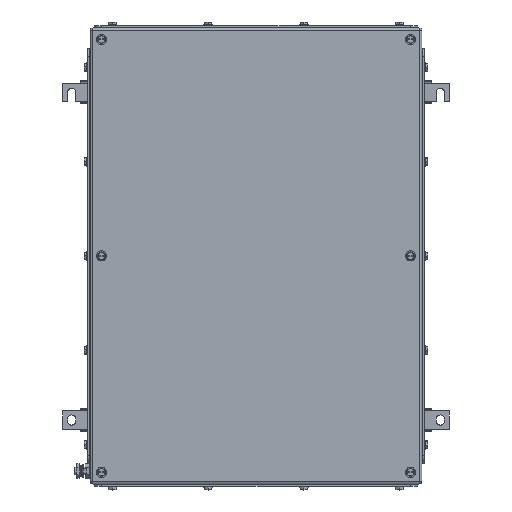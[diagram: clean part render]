
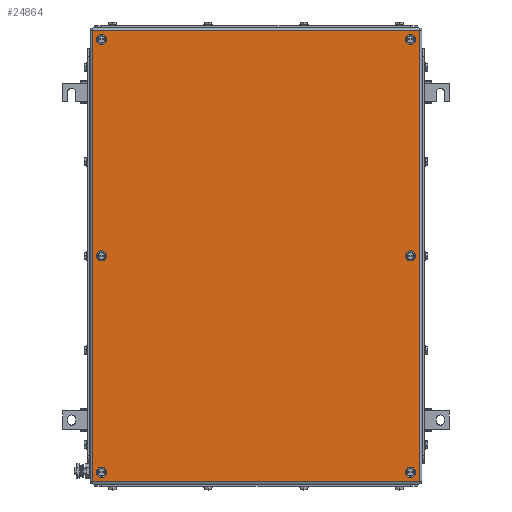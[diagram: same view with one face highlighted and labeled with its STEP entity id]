
A CAD part, top view. The second image highlights one B-rep face of the part: STEP entity #24864.
In plain terms, the highlighted planar face has unit normal (0, 0, 1).
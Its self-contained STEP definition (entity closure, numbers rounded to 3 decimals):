
#24702=AXIS2_PLACEMENT_3D('Circle Axis2P3D',#24700,#24701,$) ;
#24729=AXIS2_PLACEMENT_3D('Plane Axis2P3D',#24726,#24727,#24728) ;
#24767=AXIS2_PLACEMENT_3D('Circle Axis2P3D',#24765,#24766,$) ;
#24776=AXIS2_PLACEMENT_3D('Circle Axis2P3D',#24774,#24775,$) ;
#24785=AXIS2_PLACEMENT_3D('Circle Axis2P3D',#24783,#24784,$) ;
#24794=AXIS2_PLACEMENT_3D('Circle Axis2P3D',#24792,#24793,$) ;
#24803=AXIS2_PLACEMENT_3D('Circle Axis2P3D',#24801,#24802,$) ;
#24812=AXIS2_PLACEMENT_3D('Circle Axis2P3D',#24810,#24811,$) ;
#24821=AXIS2_PLACEMENT_3D('Circle Axis2P3D',#24819,#24820,$) ;
#24830=AXIS2_PLACEMENT_3D('Circle Axis2P3D',#24828,#24829,$) ;
#24839=AXIS2_PLACEMENT_3D('Circle Axis2P3D',#24837,#24838,$) ;
#24848=AXIS2_PLACEMENT_3D('Circle Axis2P3D',#24846,#24847,$) ;
#24857=AXIS2_PLACEMENT_3D('Circle Axis2P3D',#24855,#24856,$) ;
#24697=CARTESIAN_POINT('Vertex',(56.5,321.,153.5)) ;
#24700=CARTESIAN_POINT('Axis2P3D Location',(53.,321.,153.5)) ;
#24704=CARTESIAN_POINT('Vertex',(49.5,321.,153.5)) ;
#24726=CARTESIAN_POINT('Axis2P3D Location',(265.5,321.,153.5)) ;
#24731=CARTESIAN_POINT('Line Origine',(265.5,630.5,153.5)) ;
#24735=CARTESIAN_POINT('Vertex',(490.,630.5,153.5)) ;
#24737=CARTESIAN_POINT('Vertex',(41.,630.5,153.5)) ;
#24740=CARTESIAN_POINT('Line Origine',(41.,321.,153.5)) ;
#24744=CARTESIAN_POINT('Vertex',(41.,11.5,153.5)) ;
#24747=CARTESIAN_POINT('Line Origine',(265.5,11.5,153.5)) ;
#24751=CARTESIAN_POINT('Vertex',(490.,11.5,153.5)) ;
#24754=CARTESIAN_POINT('Line Origine',(490.,321.,153.5)) ;
#24765=CARTESIAN_POINT('Axis2P3D Location',(53.,321.,153.5)) ;
#24774=CARTESIAN_POINT('Axis2P3D Location',(478.,321.,153.5)) ;
#24778=CARTESIAN_POINT('Vertex',(481.5,321.,153.5)) ;
#24780=CARTESIAN_POINT('Vertex',(474.5,321.,153.5)) ;
#24783=CARTESIAN_POINT('Axis2P3D Location',(478.,321.,153.5)) ;
#24792=CARTESIAN_POINT('Axis2P3D Location',(53.,618.5,153.5)) ;
#24796=CARTESIAN_POINT('Vertex',(49.5,618.5,153.5)) ;
#24798=CARTESIAN_POINT('Vertex',(56.5,618.5,153.5)) ;
#24801=CARTESIAN_POINT('Axis2P3D Location',(53.,618.5,153.5)) ;
#24810=CARTESIAN_POINT('Axis2P3D Location',(53.,23.5,153.5)) ;
#24814=CARTESIAN_POINT('Vertex',(49.5,23.5,153.5)) ;
#24816=CARTESIAN_POINT('Vertex',(56.5,23.5,153.5)) ;
#24819=CARTESIAN_POINT('Axis2P3D Location',(53.,23.5,153.5)) ;
#24828=CARTESIAN_POINT('Axis2P3D Location',(478.,23.5,153.5)) ;
#24832=CARTESIAN_POINT('Vertex',(481.5,23.5,153.5)) ;
#24834=CARTESIAN_POINT('Vertex',(474.5,23.5,153.5)) ;
#24837=CARTESIAN_POINT('Axis2P3D Location',(478.,23.5,153.5)) ;
#24846=CARTESIAN_POINT('Axis2P3D Location',(478.,618.5,153.5)) ;
#24850=CARTESIAN_POINT('Vertex',(481.5,618.5,153.5)) ;
#24852=CARTESIAN_POINT('Vertex',(474.5,618.5,153.5)) ;
#24855=CARTESIAN_POINT('Axis2P3D Location',(478.,618.5,153.5)) ;
#24701=DIRECTION('Axis2P3D Direction',(0.,0.,1.)) ;
#24727=DIRECTION('Axis2P3D Direction',(0.,0.,1.)) ;
#24728=DIRECTION('Axis2P3D XDirection',(1.,0.,0.)) ;
#24732=DIRECTION('Vector Direction',(1.,0.,0.)) ;
#24741=DIRECTION('Vector Direction',(0.,-1.,0.)) ;
#24748=DIRECTION('Vector Direction',(1.,0.,0.)) ;
#24755=DIRECTION('Vector Direction',(0.,1.,0.)) ;
#24766=DIRECTION('Axis2P3D Direction',(0.,0.,1.)) ;
#24775=DIRECTION('Axis2P3D Direction',(0.,0.,1.)) ;
#24784=DIRECTION('Axis2P3D Direction',(0.,0.,1.)) ;
#24793=DIRECTION('Axis2P3D Direction',(0.,0.,1.)) ;
#24802=DIRECTION('Axis2P3D Direction',(0.,0.,1.)) ;
#24811=DIRECTION('Axis2P3D Direction',(0.,0.,1.)) ;
#24820=DIRECTION('Axis2P3D Direction',(0.,0.,1.)) ;
#24829=DIRECTION('Axis2P3D Direction',(0.,0.,1.)) ;
#24838=DIRECTION('Axis2P3D Direction',(0.,0.,1.)) ;
#24847=DIRECTION('Axis2P3D Direction',(0.,0.,1.)) ;
#24856=DIRECTION('Axis2P3D Direction',(0.,0.,1.)) ;
#24733=VECTOR('Line Direction',#24732,1.) ;
#24742=VECTOR('Line Direction',#24741,1.) ;
#24749=VECTOR('Line Direction',#24748,1.) ;
#24756=VECTOR('Line Direction',#24755,1.) ;
#24760=ORIENTED_EDGE('',*,*,#24739,.T.) ;
#24761=ORIENTED_EDGE('',*,*,#24746,.T.) ;
#24762=ORIENTED_EDGE('',*,*,#24753,.T.) ;
#24763=ORIENTED_EDGE('',*,*,#24758,.T.) ;
#24771=ORIENTED_EDGE('',*,*,#24769,.F.) ;
#24772=ORIENTED_EDGE('',*,*,#24706,.F.) ;
#24789=ORIENTED_EDGE('',*,*,#24782,.F.) ;
#24790=ORIENTED_EDGE('',*,*,#24787,.F.) ;
#24807=ORIENTED_EDGE('',*,*,#24800,.F.) ;
#24808=ORIENTED_EDGE('',*,*,#24805,.F.) ;
#24825=ORIENTED_EDGE('',*,*,#24818,.F.) ;
#24826=ORIENTED_EDGE('',*,*,#24823,.F.) ;
#24843=ORIENTED_EDGE('',*,*,#24836,.F.) ;
#24844=ORIENTED_EDGE('',*,*,#24841,.F.) ;
#24861=ORIENTED_EDGE('',*,*,#24854,.F.) ;
#24862=ORIENTED_EDGE('',*,*,#24859,.F.) ;
#24773=FACE_BOUND('',#24770,.T.) ;
#24791=FACE_BOUND('',#24788,.T.) ;
#24809=FACE_BOUND('',#24806,.T.) ;
#24827=FACE_BOUND('',#24824,.T.) ;
#24845=FACE_BOUND('',#24842,.T.) ;
#24863=FACE_BOUND('',#24860,.T.) ;
#24864=ADVANCED_FACE('ZUB_KTB_FS_624515_4GP_AllCATPart.2\\ZUB_DE_KTB_FS.1\\DE_KTB_MH_PART_MASTER.1\\Koerper.2',(#24764,#24773,#24791,#24809,#24827,#24845,#24863),#24730,.T.) ;
#24703=CIRCLE('generated circle',#24702,3.5) ;
#24768=CIRCLE('generated circle',#24767,3.5) ;
#24777=CIRCLE('generated circle',#24776,3.5) ;
#24786=CIRCLE('generated circle',#24785,3.5) ;
#24795=CIRCLE('generated circle',#24794,3.5) ;
#24804=CIRCLE('generated circle',#24803,3.5) ;
#24813=CIRCLE('generated circle',#24812,3.5) ;
#24822=CIRCLE('generated circle',#24821,3.5) ;
#24831=CIRCLE('generated circle',#24830,3.5) ;
#24840=CIRCLE('generated circle',#24839,3.5) ;
#24849=CIRCLE('generated circle',#24848,3.5) ;
#24858=CIRCLE('generated circle',#24857,3.5) ;
#24706=EDGE_CURVE('',#24698,#24705,#24703,.T.) ;
#24739=EDGE_CURVE('',#24736,#24738,#24734,.F.) ;
#24746=EDGE_CURVE('',#24738,#24745,#24743,.T.) ;
#24753=EDGE_CURVE('',#24745,#24752,#24750,.T.) ;
#24758=EDGE_CURVE('',#24752,#24736,#24757,.T.) ;
#24769=EDGE_CURVE('',#24705,#24698,#24768,.T.) ;
#24782=EDGE_CURVE('',#24779,#24781,#24777,.T.) ;
#24787=EDGE_CURVE('',#24781,#24779,#24786,.T.) ;
#24800=EDGE_CURVE('',#24797,#24799,#24795,.T.) ;
#24805=EDGE_CURVE('',#24799,#24797,#24804,.T.) ;
#24818=EDGE_CURVE('',#24815,#24817,#24813,.T.) ;
#24823=EDGE_CURVE('',#24817,#24815,#24822,.T.) ;
#24836=EDGE_CURVE('',#24833,#24835,#24831,.T.) ;
#24841=EDGE_CURVE('',#24835,#24833,#24840,.T.) ;
#24854=EDGE_CURVE('',#24851,#24853,#24849,.T.) ;
#24859=EDGE_CURVE('',#24853,#24851,#24858,.T.) ;
#24759=EDGE_LOOP('',(#24760,#24761,#24762,#24763)) ;
#24770=EDGE_LOOP('',(#24771,#24772)) ;
#24788=EDGE_LOOP('',(#24789,#24790)) ;
#24806=EDGE_LOOP('',(#24807,#24808)) ;
#24824=EDGE_LOOP('',(#24825,#24826)) ;
#24842=EDGE_LOOP('',(#24843,#24844)) ;
#24860=EDGE_LOOP('',(#24861,#24862)) ;
#24764=FACE_OUTER_BOUND('',#24759,.T.) ;
#24734=LINE('Line',#24731,#24733) ;
#24743=LINE('Line',#24740,#24742) ;
#24750=LINE('Line',#24747,#24749) ;
#24757=LINE('Line',#24754,#24756) ;
#24730=PLANE('',#24729) ;
#24698=VERTEX_POINT('',#24697) ;
#24705=VERTEX_POINT('',#24704) ;
#24736=VERTEX_POINT('',#24735) ;
#24738=VERTEX_POINT('',#24737) ;
#24745=VERTEX_POINT('',#24744) ;
#24752=VERTEX_POINT('',#24751) ;
#24779=VERTEX_POINT('',#24778) ;
#24781=VERTEX_POINT('',#24780) ;
#24797=VERTEX_POINT('',#24796) ;
#24799=VERTEX_POINT('',#24798) ;
#24815=VERTEX_POINT('',#24814) ;
#24817=VERTEX_POINT('',#24816) ;
#24833=VERTEX_POINT('',#24832) ;
#24835=VERTEX_POINT('',#24834) ;
#24851=VERTEX_POINT('',#24850) ;
#24853=VERTEX_POINT('',#24852) ;
